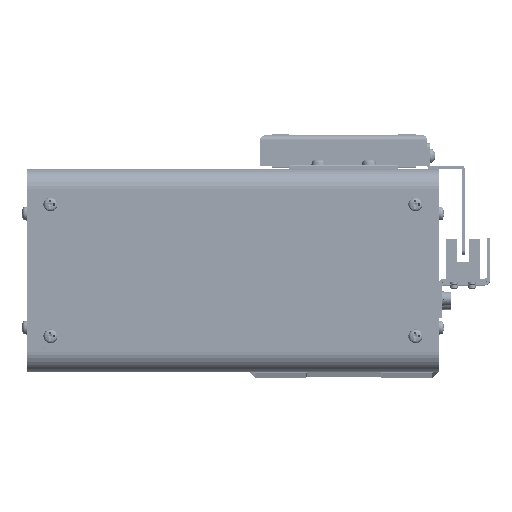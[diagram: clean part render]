
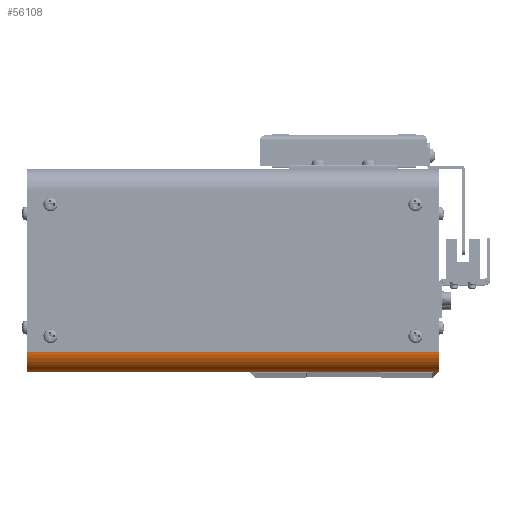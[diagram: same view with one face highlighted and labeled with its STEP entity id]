
A CAD part, top view. The second image highlights one B-rep face of the part: STEP entity #56108.
In plain terms, the highlighted cylindrical face has radius 8 mm (diameter 16 mm), a partial arc.
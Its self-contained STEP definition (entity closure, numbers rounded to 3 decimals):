
#2952 = DIRECTION ( 'NONE',  ( 0., 0., 1. ) ) ;
#16818 = DIRECTION ( 'NONE',  ( -1., 0., 0. ) ) ;
#31570 = CARTESIAN_POINT ( 'NONE',  ( 81.25, -32., 17. ) ) ;
#33721 = DIRECTION ( 'NONE',  ( 1., 0., 0. ) ) ;
#36637 = VERTEX_POINT ( 'NONE', #71236 ) ;
#37732 = VECTOR ( 'NONE', #59770, 1000. ) ;
#38928 = AXIS2_PLACEMENT_3D ( 'NONE', #31570, #127638, #45378 ) ;
#45378 = DIRECTION ( 'NONE',  ( 0., 0., 1. ) ) ;
#45959 = CARTESIAN_POINT ( 'NONE',  ( -81.25, -40., 17. ) ) ;
#50692 = CARTESIAN_POINT ( 'NONE',  ( 81.25, -40., 17. ) ) ;
#56108 = ADVANCED_FACE ( 'NONE', ( #64659 ), #161495, .T. ) ;
#56193 = CARTESIAN_POINT ( 'NONE',  ( -81.25, -32., 17. ) ) ;
#57280 = EDGE_CURVE ( 'NONE', #145780, #123793, #81556, .T. ) ;
#59770 = DIRECTION ( 'NONE',  ( -1., 0., 0. ) ) ;
#64016 = ORIENTED_EDGE ( 'NONE', *, *, #136727, .F. ) ;
#64659 = FACE_OUTER_BOUND ( 'NONE', #157250, .T. ) ;
#65518 = VERTEX_POINT ( 'NONE', #50692 ) ;
#69928 = LINE ( 'NONE', #45959, #37732 ) ;
#69971 = DIRECTION ( 'NONE',  ( 0., 1., 0. ) ) ;
#70246 = CARTESIAN_POINT ( 'NONE',  ( 0., -32., 17. ) ) ;
#71236 = CARTESIAN_POINT ( 'NONE',  ( 81.25, -32., 25. ) ) ;
#74545 = CARTESIAN_POINT ( 'NONE',  ( 81.25, -32., 25. ) ) ;
#80703 = ORIENTED_EDGE ( 'NONE', *, *, #85319, .F. ) ;
#80939 = CIRCLE ( 'NONE', #38928, 8. ) ;
#81556 = CIRCLE ( 'NONE', #176609, 8. ) ;
#85319 = EDGE_CURVE ( 'NONE', #123793, #36637, #140475, .T. ) ;
#91157 = AXIS2_PLACEMENT_3D ( 'NONE', #70246, #16818, #2952 ) ;
#102882 = CARTESIAN_POINT ( 'NONE',  ( -81.25, -32., 25. ) ) ;
#123793 = VERTEX_POINT ( 'NONE', #102882 ) ;
#124192 = ORIENTED_EDGE ( 'NONE', *, *, #137966, .F. ) ;
#126608 = CARTESIAN_POINT ( 'NONE',  ( -81.25, -40., 17. ) ) ;
#127531 = VECTOR ( 'NONE', #33721, 1000. ) ;
#127638 = DIRECTION ( 'NONE',  ( 1., 0., 0. ) ) ;
#136727 = EDGE_CURVE ( 'NONE', #36637, #65518, #80939, .T. ) ;
#137966 = EDGE_CURVE ( 'NONE', #65518, #145780, #69928, .T. ) ;
#140475 = LINE ( 'NONE', #74545, #127531 ) ;
#145780 = VERTEX_POINT ( 'NONE', #126608 ) ;
#152353 = DIRECTION ( 'NONE',  ( -1., 0., 0. ) ) ;
#157250 = EDGE_LOOP ( 'NONE', ( #160889, #124192, #64016, #80703 ) ) ;
#160889 = ORIENTED_EDGE ( 'NONE', *, *, #57280, .F. ) ;
#161495 = CYLINDRICAL_SURFACE ( 'NONE', #91157, 8. ) ;
#176609 = AXIS2_PLACEMENT_3D ( 'NONE', #56193, #152353, #69971 ) ;
